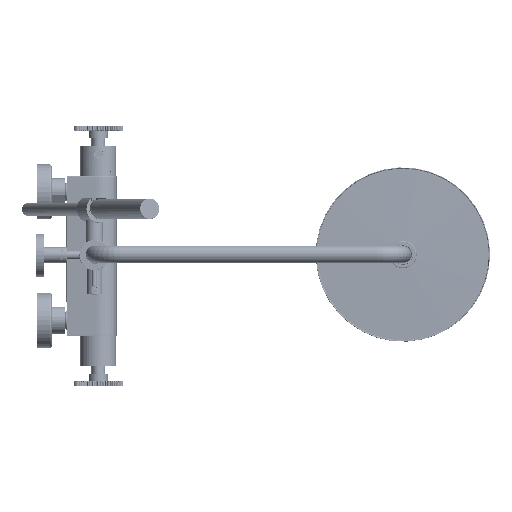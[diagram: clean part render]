
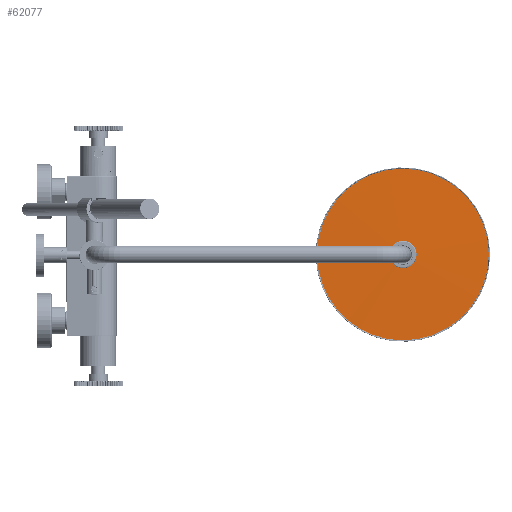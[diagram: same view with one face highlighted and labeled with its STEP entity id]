
A CAD part, top view. The second image highlights one B-rep face of the part: STEP entity #62077.
In plain terms, the highlighted spherical face has radius 3234.33 mm.
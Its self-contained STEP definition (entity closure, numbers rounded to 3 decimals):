
#148=SPHERICAL_SURFACE('',#86935,3234.333);
#14196=ORIENTED_EDGE('',*,*,#29154,.T.);
#14197=ORIENTED_EDGE('',*,*,#29155,.T.);
#29154=EDGE_CURVE('',#37527,#37527,#43357,.T.);
#29155=EDGE_CURVE('',#37528,#37528,#43358,.T.);
#37527=VERTEX_POINT('',#117208);
#37528=VERTEX_POINT('',#117210);
#43357=CIRCLE('',#86936,14.151);
#43358=CIRCLE('',#86937,100.166);
#49558=EDGE_LOOP('',(#14196));
#49559=EDGE_LOOP('',(#14197));
#56349=FACE_BOUND('',#49558,.T.);
#56350=FACE_BOUND('',#49559,.T.);
#62077=ADVANCED_FACE('',(#56349,#56350),#148,.T.);
#86935=AXIS2_PLACEMENT_3D('',#117206,#98876,#98877);
#86936=AXIS2_PLACEMENT_3D('',#117207,#98878,#98879);
#86937=AXIS2_PLACEMENT_3D('',#117209,#98880,#98881);
#98876=DIRECTION('',(0.,1.,0.));
#98877=DIRECTION('',(0.,0.,-1.));
#98878=DIRECTION('',(0.,0.,-1.));
#98879=DIRECTION('',(-1.,0.,0.));
#98880=DIRECTION('',(0.,0.,1.));
#98881=DIRECTION('',(1.,0.,0.));
#117206=CARTESIAN_POINT('',(0.,0.,
-3233.333));
#117207=CARTESIAN_POINT('',(0.,0.,
0.969));
#117208=CARTESIAN_POINT('',(-14.151,0.,0.969));
#117209=CARTESIAN_POINT('',(0.,0.,-0.551));
#117210=CARTESIAN_POINT('',(100.166,0.,-0.551));
